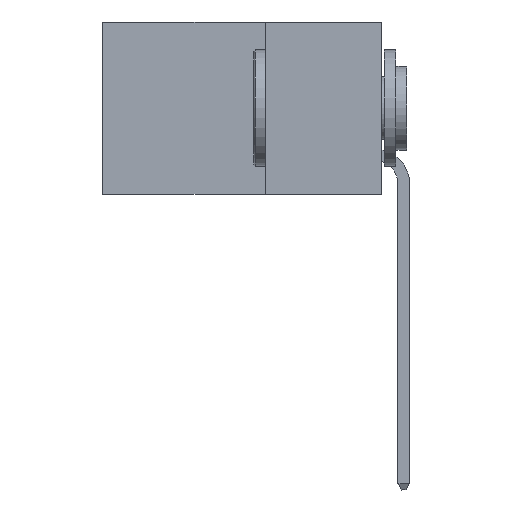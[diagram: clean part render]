
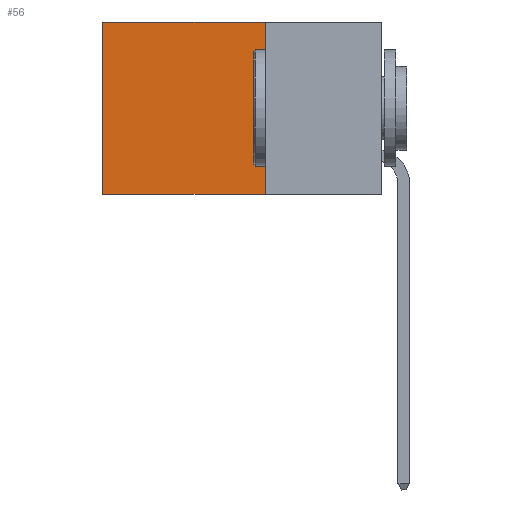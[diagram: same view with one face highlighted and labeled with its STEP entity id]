
A CAD part, left-side view. The second image highlights one B-rep face of the part: STEP entity #56.
In plain terms, the highlighted planar face has unit normal (-1, 0, 0).
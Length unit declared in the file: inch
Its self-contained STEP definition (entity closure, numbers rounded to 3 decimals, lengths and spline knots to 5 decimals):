
#56 = ADVANCED_FACE ( 'NONE', ( #15596 ), #18870, .F. ) ;
#610 = VECTOR ( 'NONE', #19152, 39.37008 ) ;
#818 = VERTEX_POINT ( 'NONE', #12947 ) ;
#824 = ORIENTED_EDGE ( 'NONE', *, *, #23272, .T. ) ;
#909 = CARTESIAN_POINT ( 'NONE',  ( 0.2875, 0.25, -0.37 ) ) ;
#2037 = CARTESIAN_POINT ( 'NONE',  ( 0.2875, 0.25, 0. ) ) ;
#2111 = DIRECTION ( 'NONE',  ( 0., 1., 0. ) ) ;
#2917 = VECTOR ( 'NONE', #2111, 39.37008 ) ;
#2933 = EDGE_CURVE ( 'NONE', #818, #9847, #21343, .T. ) ;
#3974 = CARTESIAN_POINT ( 'NONE',  ( 0.2875, 0.25, 0. ) ) ;
#4593 = EDGE_CURVE ( 'NONE', #17324, #9847, #22933, .T. ) ;
#5578 = ORIENTED_EDGE ( 'NONE', *, *, #9667, .F. ) ;
#6235 = VECTOR ( 'NONE', #19379, 39.37008 ) ;
#9667 = EDGE_CURVE ( 'NONE', #18936, #17324, #11308, .T. ) ;
#9847 = VERTEX_POINT ( 'NONE', #10076 ) ;
#10076 = CARTESIAN_POINT ( 'NONE',  ( 0.2875, 0.6, -0.37 ) ) ;
#10747 = VECTOR ( 'NONE', #21522, 39.37008 ) ;
#11270 = EDGE_LOOP ( 'NONE', ( #12412, #19673, #5578, #824 ) ) ;
#11308 = LINE ( 'NONE', #3974, #610 ) ;
#12154 = CARTESIAN_POINT ( 'NONE',  ( 0.2875, 0.25, 0. ) ) ;
#12412 = ORIENTED_EDGE ( 'NONE', *, *, #2933, .T. ) ;
#12947 = CARTESIAN_POINT ( 'NONE',  ( 0.2875, 0.6, 0. ) ) ;
#15574 = CARTESIAN_POINT ( 'NONE',  ( 0.2875, 0.6, 0. ) ) ;
#15596 = FACE_OUTER_BOUND ( 'NONE', #11270, .T. ) ;
#15767 = LINE ( 'NONE', #12154, #10747 ) ;
#15805 = DIRECTION ( 'NONE',  ( 1., 0., 0. ) ) ;
#17324 = VERTEX_POINT ( 'NONE', #909 ) ;
#17329 = CARTESIAN_POINT ( 'NONE',  ( 0.2875, 0.25, 0. ) ) ;
#18870 = PLANE ( 'NONE',  #19661 ) ;
#18936 = VERTEX_POINT ( 'NONE', #2037 ) ;
#19152 = DIRECTION ( 'NONE',  ( 0., 0., -1. ) ) ;
#19379 = DIRECTION ( 'NONE',  ( 0., 0., -1. ) ) ;
#19661 = AXIS2_PLACEMENT_3D ( 'NONE', #17329, #15805, #22926 ) ;
#19673 = ORIENTED_EDGE ( 'NONE', *, *, #4593, .F. ) ;
#21343 = LINE ( 'NONE', #15574, #6235 ) ;
#21522 = DIRECTION ( 'NONE',  ( 0., 1., 0. ) ) ;
#22738 = CARTESIAN_POINT ( 'NONE',  ( 0.2875, 0.25, -0.37 ) ) ;
#22926 = DIRECTION ( 'NONE',  ( 0., 0., -1. ) ) ;
#22933 = LINE ( 'NONE', #22738, #2917 ) ;
#23272 = EDGE_CURVE ( 'NONE', #18936, #818, #15767, .T. ) ;
